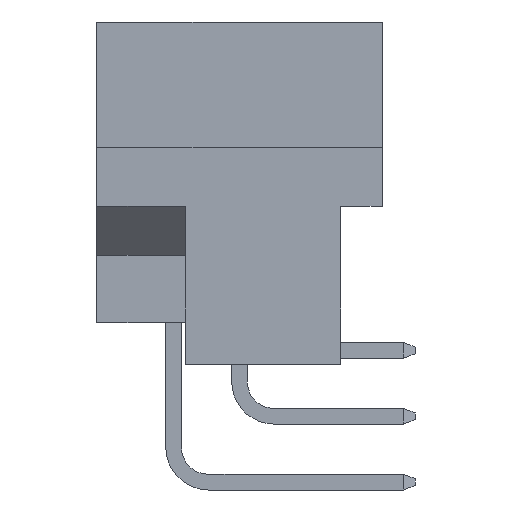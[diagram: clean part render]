
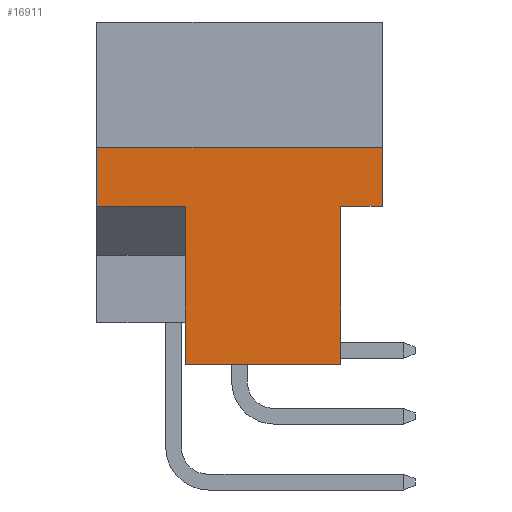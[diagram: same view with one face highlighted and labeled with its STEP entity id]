
A CAD part, left-side view. The second image highlights one B-rep face of the part: STEP entity #16911.
In plain terms, the highlighted planar face has unit normal (-1, 0, 0).
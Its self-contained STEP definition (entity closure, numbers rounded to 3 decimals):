
#27 = CARTESIAN_POINT ( 'NONE',  ( 0., 10.998, 0. ) ) ;
#201 = CARTESIAN_POINT ( 'NONE',  ( 0., 0., -4.826 ) ) ;
#557 = CARTESIAN_POINT ( 'NONE',  ( 0., 1.6, -13.2 ) ) ;
#1348 = LINE ( 'NONE', #13151, #13411 ) ;
#1406 = EDGE_CURVE ( 'NONE', #9256, #7176, #7589, .T. ) ;
#1767 = CARTESIAN_POINT ( 'NONE',  ( 0., 0., -7.112 ) ) ;
#2298 = CARTESIAN_POINT ( 'NONE',  ( 0., 10.998, -7.112 ) ) ;
#2368 = ORIENTED_EDGE ( 'NONE', *, *, #16484, .T. ) ;
#2629 = VERTEX_POINT ( 'NONE', #11158 ) ;
#2701 = DIRECTION ( 'NONE',  ( 0., 0., 1. ) ) ;
#2774 = ORIENTED_EDGE ( 'NONE', *, *, #11032, .F. ) ;
#2805 = VECTOR ( 'NONE', #11059, 1000. ) ;
#3063 = CARTESIAN_POINT ( 'NONE',  ( 0., 7.597, -13.2 ) ) ;
#3149 = PLANE ( 'NONE',  #5650 ) ;
#3664 = DIRECTION ( 'NONE',  ( 0., 1., 0. ) ) ;
#3841 = LINE ( 'NONE', #15470, #10014 ) ;
#3848 = DIRECTION ( 'NONE',  ( 0., 0., -1. ) ) ;
#3922 = VECTOR ( 'NONE', #11915, 1000. ) ;
#3985 = EDGE_LOOP ( 'NONE', ( #14829, #13265, #5898, #2774, #6680, #4597, #4883, #2368 ) ) ;
#4325 = VERTEX_POINT ( 'NONE', #10853 ) ;
#4597 = ORIENTED_EDGE ( 'NONE', *, *, #5455, .F. ) ;
#4883 = ORIENTED_EDGE ( 'NONE', *, *, #5131, .F. ) ;
#5131 = EDGE_CURVE ( 'NONE', #16497, #2629, #9362, .T. ) ;
#5289 = LINE ( 'NONE', #10537, #3922 ) ;
#5455 = EDGE_CURVE ( 'NONE', #2629, #9256, #3841, .T. ) ;
#5579 = VECTOR ( 'NONE', #2701, 1000. ) ;
#5644 = FACE_OUTER_BOUND ( 'NONE', #3985, .T. ) ;
#5650 = AXIS2_PLACEMENT_3D ( 'NONE', #5727, #9609, #10982 ) ;
#5664 = DIRECTION ( 'NONE',  ( 0., -1., 0. ) ) ;
#5727 = CARTESIAN_POINT ( 'NONE',  ( 0., 10.998, 0. ) ) ;
#5728 = VECTOR ( 'NONE', #11271, 1000. ) ;
#5747 = LINE ( 'NONE', #14966, #13395 ) ;
#5898 = ORIENTED_EDGE ( 'NONE', *, *, #12935, .T. ) ;
#6013 = LINE ( 'NONE', #16613, #5728 ) ;
#6650 = VERTEX_POINT ( 'NONE', #201 ) ;
#6680 = ORIENTED_EDGE ( 'NONE', *, *, #1406, .F. ) ;
#7176 = VERTEX_POINT ( 'NONE', #7490 ) ;
#7490 = CARTESIAN_POINT ( 'NONE',  ( 0., 10.998, -4.826 ) ) ;
#7589 = LINE ( 'NONE', #27, #5579 ) ;
#8302 = LINE ( 'NONE', #1767, #2805 ) ;
#9232 = CARTESIAN_POINT ( 'NONE',  ( 0., 0., -7.112 ) ) ;
#9256 = VERTEX_POINT ( 'NONE', #2298 ) ;
#9362 = LINE ( 'NONE', #3063, #13133 ) ;
#9609 = DIRECTION ( 'NONE',  ( 1., 0., 0. ) ) ;
#10014 = VECTOR ( 'NONE', #3664, 1000. ) ;
#10537 = CARTESIAN_POINT ( 'NONE',  ( 0., 10.998, -4.826 ) ) ;
#10710 = VERTEX_POINT ( 'NONE', #557 ) ;
#10779 = EDGE_CURVE ( 'NONE', #15402, #4325, #8302, .T. ) ;
#10853 = CARTESIAN_POINT ( 'NONE',  ( 0., 1.6, -7.112 ) ) ;
#10982 = DIRECTION ( 'NONE',  ( 0., 0., -1. ) ) ;
#11032 = EDGE_CURVE ( 'NONE', #7176, #6650, #5289, .T. ) ;
#11059 = DIRECTION ( 'NONE',  ( 0., 1., 0. ) ) ;
#11158 = CARTESIAN_POINT ( 'NONE',  ( 0., 7.597, -7.112 ) ) ;
#11271 = DIRECTION ( 'NONE',  ( 0., 0., 1. ) ) ;
#11915 = DIRECTION ( 'NONE',  ( 0., -1., 0. ) ) ;
#12935 = EDGE_CURVE ( 'NONE', #15402, #6650, #6013, .T. ) ;
#13133 = VECTOR ( 'NONE', #13495, 1000. ) ;
#13151 = CARTESIAN_POINT ( 'NONE',  ( 0., 1.6, 86.902 ) ) ;
#13265 = ORIENTED_EDGE ( 'NONE', *, *, #10779, .F. ) ;
#13395 = VECTOR ( 'NONE', #5664, 1000. ) ;
#13411 = VECTOR ( 'NONE', #3848, 1000. ) ;
#13495 = DIRECTION ( 'NONE',  ( 0., 0., 1. ) ) ;
#13638 = EDGE_CURVE ( 'NONE', #4325, #10710, #1348, .T. ) ;
#13854 = CARTESIAN_POINT ( 'NONE',  ( 0., 7.597, -13.2 ) ) ;
#14829 = ORIENTED_EDGE ( 'NONE', *, *, #13638, .F. ) ;
#14966 = CARTESIAN_POINT ( 'NONE',  ( 0., 10.998, -13.2 ) ) ;
#15402 = VERTEX_POINT ( 'NONE', #9232 ) ;
#15470 = CARTESIAN_POINT ( 'NONE',  ( 0., 7.597, -7.112 ) ) ;
#16484 = EDGE_CURVE ( 'NONE', #16497, #10710, #5747, .T. ) ;
#16497 = VERTEX_POINT ( 'NONE', #13854 ) ;
#16613 = CARTESIAN_POINT ( 'NONE',  ( 0., 0., 0. ) ) ;
#16911 = ADVANCED_FACE ( 'NONE', ( #5644 ), #3149, .F. ) ;
